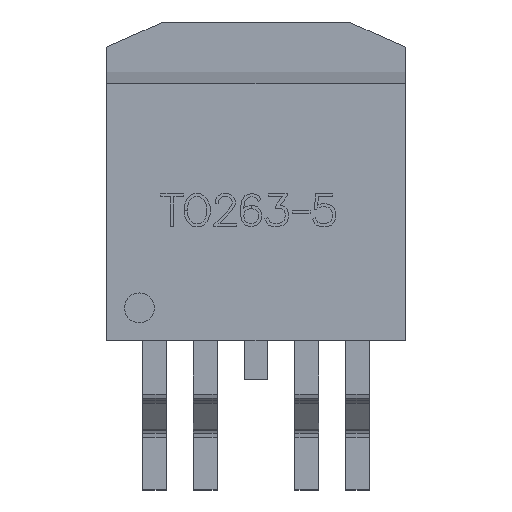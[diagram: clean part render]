
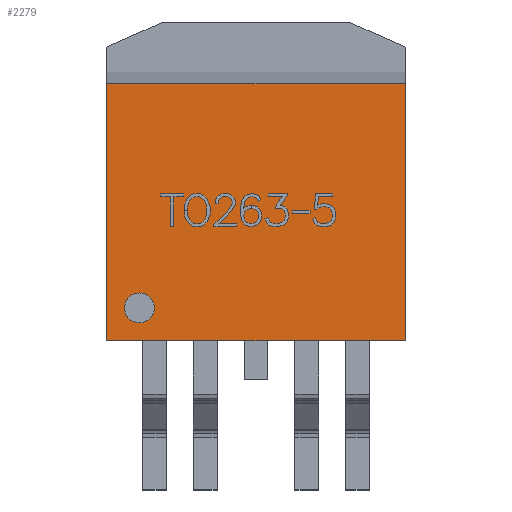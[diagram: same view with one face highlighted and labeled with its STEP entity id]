
A CAD part, top view. The second image highlights one B-rep face of the part: STEP entity #2279.
In plain terms, the highlighted face is planar.
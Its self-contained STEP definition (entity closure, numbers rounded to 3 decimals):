
#2279 = ADVANCED_FACE ( 'NONE', ( #6748 ), #6747, .T. ) ;
#2280 = EDGE_LOOP ( 'NONE', ( #2281, #2285, #2429, #2432 ) ) ;
#2281 = ORIENTED_EDGE ( 'NONE', *, *, #2282, .F. ) ;
#2282 = EDGE_CURVE ( 'NONE', #2283, #2284, #6742, .T. ) ;
#2283 = VERTEX_POINT ( 'NONE', #6738 ) ;
#2284 = VERTEX_POINT ( 'NONE', #6737 ) ;
#2285 = ORIENTED_EDGE ( 'NONE', *, *, #2286, .T. ) ;
#2286 = EDGE_CURVE ( 'NONE', #2283, #2287, #6736, .T. ) ;
#2287 = VERTEX_POINT ( 'NONE', #6732 ) ;
#2429 = ORIENTED_EDGE ( 'NONE', *, *, #2430, .F. ) ;
#2430 = EDGE_CURVE ( 'NONE', #2431, #2287, #7008, .T. ) ;
#2431 = VERTEX_POINT ( 'NONE', #7000 ) ;
#2432 = ORIENTED_EDGE ( 'NONE', *, *, #2433, .F. ) ;
#2433 = EDGE_CURVE ( 'NONE', #2284, #2431, #6999, .T. ) ;
#6732 = CARTESIAN_POINT ( 'NONE',  ( 1.575, 4.11, 0. ) ) ;
#6733 = DIRECTION ( 'NONE',  ( 0., 1., 0. ) ) ;
#6734 = VECTOR ( 'NONE', #6733, 1000. ) ;
#6735 = CARTESIAN_POINT ( 'NONE',  ( 1.575, -4.5, 0. ) ) ;
#6736 = LINE ( 'NONE', #6735, #6734 ) ;
#6737 = CARTESIAN_POINT ( 'NONE',  ( 1.575, -4.5, 10. ) ) ;
#6738 = CARTESIAN_POINT ( 'NONE',  ( 1.575, -4.5, 0. ) ) ;
#6739 = DIRECTION ( 'NONE',  ( 0., 0., 1. ) ) ;
#6740 = VECTOR ( 'NONE', #6739, 1000. ) ;
#6741 = CARTESIAN_POINT ( 'NONE',  ( 1.575, -4.5, 0. ) ) ;
#6742 = LINE ( 'NONE', #6741, #6740 ) ;
#6743 = DIRECTION ( 'NONE',  ( 0., 0., -1. ) ) ;
#6744 = DIRECTION ( 'NONE',  ( 1., 0., 0. ) ) ;
#6745 = CARTESIAN_POINT ( 'NONE',  ( 1.575, 4.11, 0. ) ) ;
#6746 = AXIS2_PLACEMENT_3D ( 'NONE', #6745, #6744, #6743 ) ;
#6747 = PLANE ( 'NONE',  #6746 ) ;
#6748 = FACE_OUTER_BOUND ( 'NONE', #2280, .T. ) ;
#6996 = DIRECTION ( 'NONE',  ( 0., 1., 0. ) ) ;
#6997 = VECTOR ( 'NONE', #6996, 1000. ) ;
#6998 = CARTESIAN_POINT ( 'NONE',  ( 1.575, -4.5, 10. ) ) ;
#6999 = LINE ( 'NONE', #6998, #6997 ) ;
#7000 = CARTESIAN_POINT ( 'NONE',  ( 1.575, 4.11, 10. ) ) ;
#7001 = DIRECTION ( 'NONE',  ( 0., 0., -1. ) ) ;
#7002 = VECTOR ( 'NONE', #7001, 1000. ) ;
#7004 = CARTESIAN_POINT ( 'NONE',  ( 1.575, 4.11, 0. ) ) ;
#7008 = LINE ( 'NONE', #7004, #7002 ) ;
